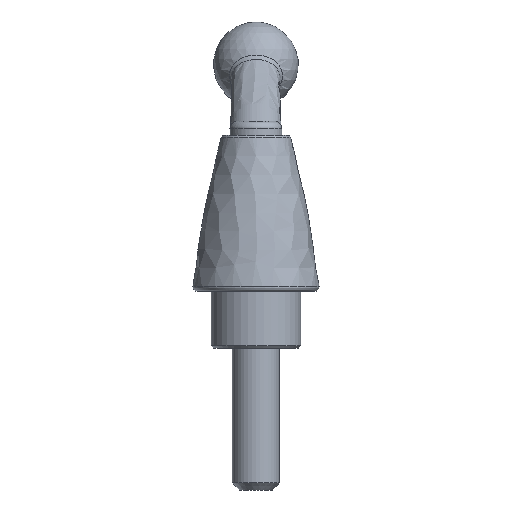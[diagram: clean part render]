
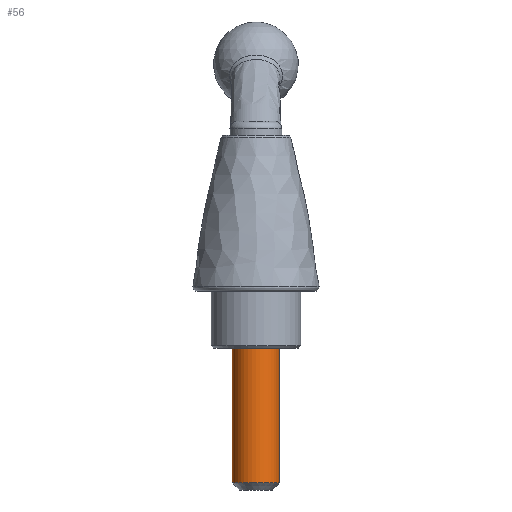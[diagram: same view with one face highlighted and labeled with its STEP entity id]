
A CAD part, left-side view. The second image highlights one B-rep face of the part: STEP entity #56.
In plain terms, the highlighted cylindrical face has radius 5 mm (diameter 10 mm), a full revolution.
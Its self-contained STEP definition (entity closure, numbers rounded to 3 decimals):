
#56 = ADVANCED_FACE( '', ( #130, #131 ), #132, .T. );
#130 = FACE_OUTER_BOUND( '', #1646, .T. );
#131 = FACE_OUTER_BOUND( '', #1647, .T. );
#132 = CYLINDRICAL_SURFACE( '', #1648, 5. );
#1646 = EDGE_LOOP( '', ( #5113 ) );
#1647 = EDGE_LOOP( '', ( #5114 ) );
#1648 = AXIS2_PLACEMENT_3D( '', #5115, #5116, #5117 );
#5113 = ORIENTED_EDGE( '', *, *, #5260, .T. );
#5114 = ORIENTED_EDGE( '', *, *, #5261, .T. );
#5115 = CARTESIAN_POINT( '', ( 0., 0., -42. ) );
#5116 = DIRECTION( '', ( 0., 0., -1. ) );
#5117 = DIRECTION( '', ( 0., -1., 0. ) );
#5260 = EDGE_CURVE( '', #5326, #5326, #5327, .F. );
#5261 = EDGE_CURVE( '', #5328, #5328, #5329, .F. );
#5326 = VERTEX_POINT( '', #6504 );
#5327 = CIRCLE( '', #6505, 5. );
#5328 = VERTEX_POINT( '', #6506 );
#5329 = CIRCLE( '', #6507, 5. );
#6504 = CARTESIAN_POINT( '', ( 0., 5., -40.5 ) );
#6505 = AXIS2_PLACEMENT_3D( '', #7611, #7612, #7613 );
#6506 = CARTESIAN_POINT( '', ( 0., -5., -12. ) );
#6507 = AXIS2_PLACEMENT_3D( '', #7614, #7615, #7616 );
#7611 = CARTESIAN_POINT( '', ( 0., 0., -40.5 ) );
#7612 = DIRECTION( '', ( 0., 0., -1. ) );
#7613 = DIRECTION( '', ( 0., 1., 0. ) );
#7614 = CARTESIAN_POINT( '', ( 0., 0., -12. ) );
#7615 = DIRECTION( '', ( 0., 0., 1. ) );
#7616 = DIRECTION( '', ( 0., -1., 0. ) );
